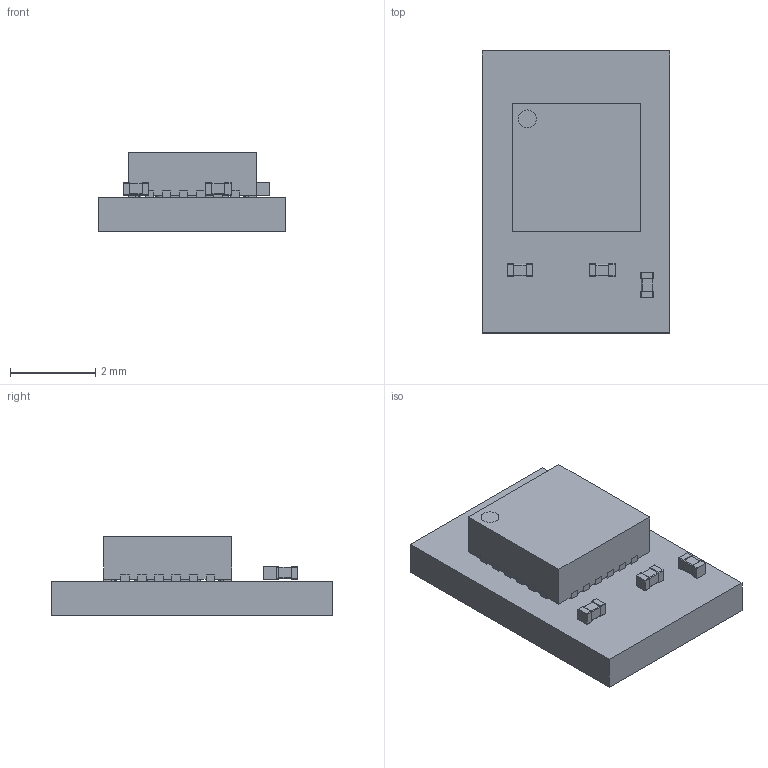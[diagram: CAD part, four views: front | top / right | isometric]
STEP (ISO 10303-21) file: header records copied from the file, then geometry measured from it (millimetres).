
FILE_DESCRIPTION(('KiCad electronic assembly'),'2;1');
FILE_NAME('ICM-20948_I2C_1V8_levels.step','2024-03-03T12:01:13',( 'Pcbnew'),('Kicad'),'Open CASCADE STEP processor 7.7', 'KiCad to STEP converter','Unknown');
FILE_SCHEMA(('AUTOMOTIVE_DESIGN { 1 0 10303 214 1 1 1 1 }'));
Length unit declared in the file: millimetre
Products named in the file (6): ICM-20948_I2C_1V8_levels 1; ICM-20948; COMPOUND; C_0201_0603Metric; SOLID; ICM-20948_I2C_1V8_levels PCB
Assembly tree (7 placements, depth 3):
  ICM-20948_I2C_1V8_levels 1
    ICM-20948
      COMPOUND
    C_0201_0603Metric  x3
      SOLID
    ICM-20948_I2C_1V8_levels PCB
Bounding box: 4.39 x 6.6 x 1.85 mm (x, y, z)
Volume: 32.5 mm3; surface area: 122.6 mm2
Topology: 31 solids, 31 shells, 490 faces, 1260 edges, 840 vertices
Faces by surface type: plane 332, cylinder 158
Entity records: 28419 total; most frequent: CARTESIAN_POINT 5074, DIRECTION 4410, LINE 2812, VECTOR 2812, ORIENTED_EDGE 2232, PCURVE 2232, DEFINITIONAL_REPRESENTATION 2232, EDGE_CURVE 1116
